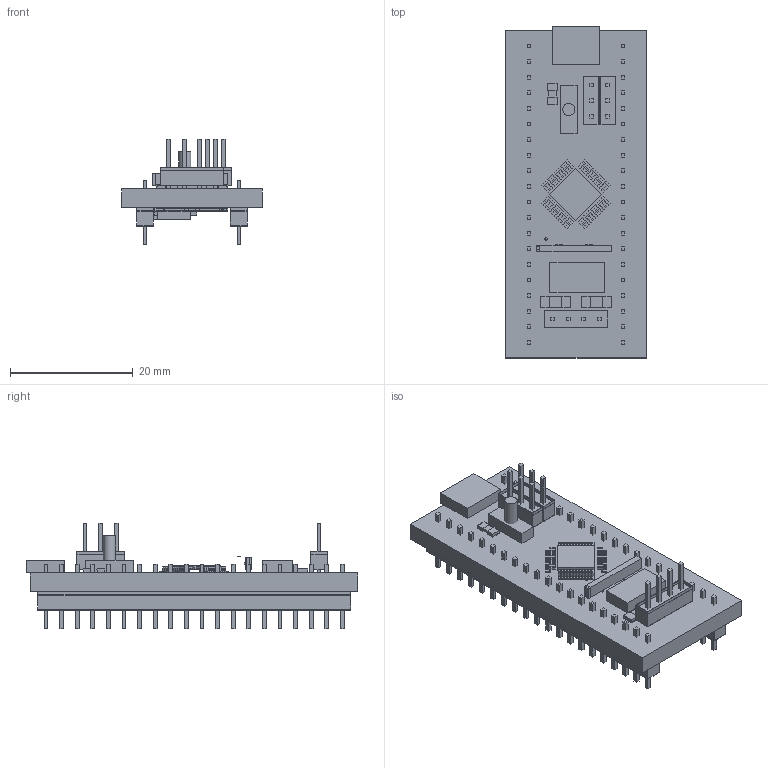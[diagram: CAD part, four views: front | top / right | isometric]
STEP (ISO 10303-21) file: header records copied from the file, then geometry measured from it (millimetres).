
FILE_DESCRIPTION(/* description */ (''),/* implementation_level */ '2;1');
FILE_NAME(/* name */ 'green_pill.step',/* time_stamp */ '2023-11-22T03:01:42-08:00',/* author */ (''),/* organization */ (''),/* preprocessor_version */ 'ST-DEVELOPER v20',/* originating_system */ 'Autodesk Translation Framework v12.14.0.127',/* authorisation */ '');
FILE_SCHEMA (('AUTOMOTIVE_DESIGN { 1 0 10303 214 3 1 1 }'));
Length unit declared in the file: millimetre
Products named in the file (293): green_pill; green_pill_1; U1; STM32F103C8T6B; SOLID; SOLID (1); SOLID (2); SOLID (3); SOLID (4); SOLID (5); SOLID (6); SOLID (7); SOLID (8); SOLID (9); SOLID (10); SOLID (11); SOLID (12); SOLID (13); SOLID (14); SOLID (15); SOLID (16); SOLID (17); SOLID (18); SOLID (19); SOLID (20); SOLID (21); SOLID (22); SOLID (23); SOLID (24); SOLID (25); SOLID (26); SOLID (27); SOLID (28); SOLID (29); SOLID (30); SOLID (31); SOLID (32); SOLID (33); SOLID (34); SOLID (35) ...
Assembly tree (379 placements, depth 5):
  green_pill
    green_pill_1
      U1
        STM32F103C8T6B
          SOLID
          SOLID (1)
          SOLID (2)
          SOLID (3)
          SOLID (4)
          SOLID (5)
          SOLID (6)
          SOLID (7)
          SOLID (8)
          SOLID (9)
          SOLID (10)
          SOLID (11)
          SOLID (12)
          SOLID (13)
          SOLID (14)
          SOLID (15)
          SOLID (16)
          SOLID (17)
          SOLID (18)
          SOLID (19)
          SOLID (20)
          SOLID (21)
          SOLID (22)
          SOLID (23)
          SOLID (24)
          SOLID (25)
          SOLID (26)
          SOLID (27)
          SOLID (28)
          SOLID (29)
          SOLID (30)
          SOLID (31)
          SOLID (32)
          SOLID (33)
          SOLID (34)
          SOLID (35)
          SOLID (36)
          SOLID (37)
          SOLID (38)
          SOLID (39)
          SOLID (40)
          SOLID (41)
          SOLID (42)
          SOLID (43)
          SOLID (44)
          SOLID (45)
          SOLID (46)
          SOLID (47)
          SOLID (48)
          SOLID (49)
          SOLID (50)
          SOLID (51)
          SOLID (52)
          SOLID (53)
          SOLID (54)
          SOLID (55)
Bounding box: 22.86 x 54.05 x 17.1 mm (x, y, z)
Volume: 4433.9 mm3; surface area: 9037.9 mm2
Topology: 311 solids, 312 shells, 1860 faces, 3720 edges, 2479 vertices
Faces by surface type: plane 1851, cylinder 5, sphere 4
Full cylindrical faces by diameter (mm): 0.7 x2, 0.8 x2, 2 x1
Entity records: 43219 total; most frequent: DIRECTION 6707, CARTESIAN_POINT 6465, ORIENTED_EDGE 5343, EDGE_CURVE 2672, LINE 2657, VECTOR 2657, AXIS2_PLACEMENT_3D 2025, VERTEX_POINT 1783
